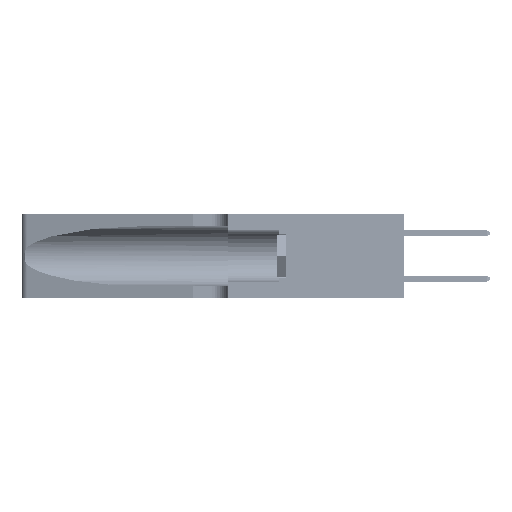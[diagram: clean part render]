
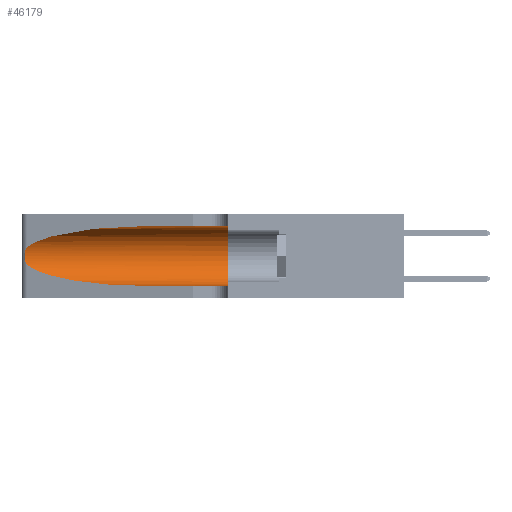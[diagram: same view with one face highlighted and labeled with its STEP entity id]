
A CAD part, left-side view. The second image highlights one B-rep face of the part: STEP entity #46179.
In plain terms, the highlighted cylindrical face has radius 3.308 mm (diameter 6.617 mm), a partial arc.
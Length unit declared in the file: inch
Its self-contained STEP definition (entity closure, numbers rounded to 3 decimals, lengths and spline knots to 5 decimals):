
#1552 = ORIENTED_EDGE ( 'NONE', *, *, #50978, .F. ) ;
#1849 = VERTEX_POINT ( 'NONE', #44414 ) ;
#2197 = DIRECTION ( 'NONE',  ( 0., 0., -1. ) ) ;
#3570 = CARTESIAN_POINT ( 'NONE',  ( 0.25487, 1.22718, 0.14631 ) ) ;
#3601 = EDGE_CURVE ( 'NONE', #9192, #22698, #6557, .T. ) ;
#4758 = ORIENTED_EDGE ( 'NONE', *, *, #43541, .T. ) ;
#6496 = CARTESIAN_POINT ( 'NONE',  ( 0.18966, 0.96281, 0.31525 ) ) ;
#6557 =( BOUNDED_CURVE ( )  B_SPLINE_CURVE ( 3, ( #11014, #6496, #39855, #18572 ),
 .UNSPECIFIED., .F., .F. ) 
 B_SPLINE_CURVE_WITH_KNOTS ( ( 4, 4 ),
 ( 1.5708, 2.84003 ),
 .UNSPECIFIED. ) 
 CURVE ( )  GEOMETRIC_REPRESENTATION_ITEM ( )  RATIONAL_B_SPLINE_CURVE ( ( 1., 0.87, 0.87, 1. ) ) 
 REPRESENTATION_ITEM ( '' )  );
#6956 = VERTEX_POINT ( 'NONE', #20961 ) ;
#7452 = CARTESIAN_POINT ( 'NONE',  ( 0.18966, 0.96281, 0.05475 ) ) ;
#8154 = DIRECTION ( 'NONE',  ( 0., -1., 0. ) ) ;
#8769 = VERTEX_POINT ( 'NONE', #3570 ) ;
#9192 = VERTEX_POINT ( 'NONE', #14904 ) ;
#10143 = CARTESIAN_POINT ( 'NONE',  ( 0.1305, 1.61858, 0.185 ) ) ;
#10478 = CARTESIAN_POINT ( 'NONE',  ( 0.25555, 1.22994, 0.2215 ) ) ;
#10653 = EDGE_CURVE ( 'NONE', #1849, #24059, #51185, .T. ) ;
#10656 = CARTESIAN_POINT ( 'NONE',  ( 0.25487, 1.22718, 0.22369 ) ) ;
#11014 = CARTESIAN_POINT ( 'NONE',  ( 0.1305, 0.72297, 0.31525 ) ) ;
#11620 = CARTESIAN_POINT ( 'NONE',  ( 0.2373, 1.15595, 0.08982 ) ) ;
#12983 = ORIENTED_EDGE ( 'NONE', *, *, #14059, .T. ) ;
#14059 = EDGE_CURVE ( 'NONE', #22698, #8769, #28065, .T. ) ;
#14647 = CARTESIAN_POINT ( 'NONE',  ( 0.25639, 1.23186, 0.15144 ) ) ;
#14904 = CARTESIAN_POINT ( 'NONE',  ( 0.1305, 0.72297, 0.31525 ) ) ;
#17181 = AXIS2_PLACEMENT_3D ( 'NONE', #44690, #48289, #48484 ) ;
#18235 = CARTESIAN_POINT ( 'NONE',  ( 0.26075, 1.23896, 0.178 ) ) ;
#18379 = ORIENTED_EDGE ( 'NONE', *, *, #49827, .F. ) ;
#18572 = CARTESIAN_POINT ( 'NONE',  ( 0.25487, 1.22718, 0.22369 ) ) ;
#20338 = LINE ( 'NONE', #24738, #31320 ) ;
#20551 = FACE_OUTER_BOUND ( 'NONE', #25508, .T. ) ;
#20961 = CARTESIAN_POINT ( 'NONE',  ( 0.1305, 0.35, 0.31525 ) ) ;
#22354 = CARTESIAN_POINT ( 'NONE',  ( 0.25856, 1.23593, 0.16098 ) ) ;
#22539 = CARTESIAN_POINT ( 'NONE',  ( 0.26075, 1.23896, 0.19203 ) ) ;
#22619 = ORIENTED_EDGE ( 'NONE', *, *, #10653, .T. ) ;
#22698 = VERTEX_POINT ( 'NONE', #36624 ) ;
#22914 = CARTESIAN_POINT ( 'NONE',  ( 0.25555, 1.22993, 0.14849 ) ) ;
#24059 = VERTEX_POINT ( 'NONE', #30606 ) ;
#24738 = CARTESIAN_POINT ( 'NONE',  ( 0.1305, 1.61858, 0.31525 ) ) ;
#25508 = EDGE_LOOP ( 'NONE', ( #29196, #12983, #4758, #22619, #1552, #18379 ) ) ;
#28026 = CARTESIAN_POINT ( 'NONE',  ( 0.25487, 1.22718, 0.14631 ) ) ;
#28065 = B_SPLINE_CURVE_WITH_KNOTS ( 'NONE', 3,
 ( #10656, #10478, #39515, #43127, #47128, #43490, #22539, #18235, #51116, #22354, #39321, #14647, #22914, #51832 ),
 .UNSPECIFIED., .F., .F.,
 ( 4, 2, 2, 2, 2, 2, 4 ),
 ( 0., 0.00027, 0.00053, 0.00107, 0.0016, 0.00187, 0.00214 ),
 .UNSPECIFIED. ) ;
#29196 = ORIENTED_EDGE ( 'NONE', *, *, #3601, .T. ) ;
#29218 = CIRCLE ( 'NONE', #17181, 0.13025 ) ;
#30253 = CYLINDRICAL_SURFACE ( 'NONE', #49264, 0.13025 ) ;
#30606 = CARTESIAN_POINT ( 'NONE',  ( 0.1305, 0.35, 0.05475 ) ) ;
#31320 = VECTOR ( 'NONE', #8154, 39.37008 ) ;
#32069 = CARTESIAN_POINT ( 'NONE',  ( 0.1305, 1.61858, 0.05475 ) ) ;
#35295 =( BOUNDED_CURVE ( )  B_SPLINE_CURVE ( 3, ( #28026, #11620, #7452, #48260 ),
 .UNSPECIFIED., .F., .F. ) 
 B_SPLINE_CURVE_WITH_KNOTS ( ( 4, 4 ),
 ( 3.44316, 4.71239 ),
 .UNSPECIFIED. ) 
 CURVE ( )  GEOMETRIC_REPRESENTATION_ITEM ( )  RATIONAL_B_SPLINE_CURVE ( ( 1., 0.87, 0.87, 1. ) ) 
 REPRESENTATION_ITEM ( '' )  );
#36624 = CARTESIAN_POINT ( 'NONE',  ( 0.25487, 1.22718, 0.22369 ) ) ;
#39321 = CARTESIAN_POINT ( 'NONE',  ( 0.25789, 1.23486, 0.15765 ) ) ;
#39515 = CARTESIAN_POINT ( 'NONE',  ( 0.25639, 1.23184, 0.21858 ) ) ;
#39855 = CARTESIAN_POINT ( 'NONE',  ( 0.2373, 1.15595, 0.28018 ) ) ;
#40539 = DIRECTION ( 'NONE',  ( 0., -1., 0. ) ) ;
#43127 = CARTESIAN_POINT ( 'NONE',  ( 0.25787, 1.23484, 0.2124 ) ) ;
#43490 = CARTESIAN_POINT ( 'NONE',  ( 0.26018, 1.23835, 0.19895 ) ) ;
#43541 = EDGE_CURVE ( 'NONE', #8769, #1849, #35295, .T. ) ;
#44414 = CARTESIAN_POINT ( 'NONE',  ( 0.1305, 0.72297, 0.05475 ) ) ;
#44690 = CARTESIAN_POINT ( 'NONE',  ( 0.1305, 0.35, 0.185 ) ) ;
#46179 = ADVANCED_FACE ( 'NONE', ( #20551 ), #30253, .F. ) ;
#47128 = CARTESIAN_POINT ( 'NONE',  ( 0.25854, 1.2359, 0.20912 ) ) ;
#48260 = CARTESIAN_POINT ( 'NONE',  ( 0.1305, 0.72297, 0.05475 ) ) ;
#48289 = DIRECTION ( 'NONE',  ( 0., 1., 0. ) ) ;
#48484 = DIRECTION ( 'NONE',  ( 0., 0., 1. ) ) ;
#49264 = AXIS2_PLACEMENT_3D ( 'NONE', #10143, #51495, #2197 ) ;
#49827 = EDGE_CURVE ( 'NONE', #9192, #6956, #20338, .T. ) ;
#49897 = VECTOR ( 'NONE', #40539, 39.37008 ) ;
#50978 = EDGE_CURVE ( 'NONE', #6956, #24059, #29218, .T. ) ;
#51116 = CARTESIAN_POINT ( 'NONE',  ( 0.26017, 1.23833, 0.17102 ) ) ;
#51185 = LINE ( 'NONE', #32069, #49897 ) ;
#51495 = DIRECTION ( 'NONE',  ( 0., -1., 0. ) ) ;
#51832 = CARTESIAN_POINT ( 'NONE',  ( 0.25487, 1.22718, 0.14631 ) ) ;
